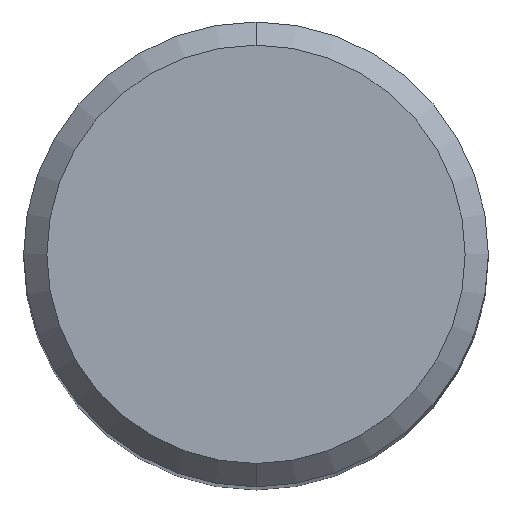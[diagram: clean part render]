
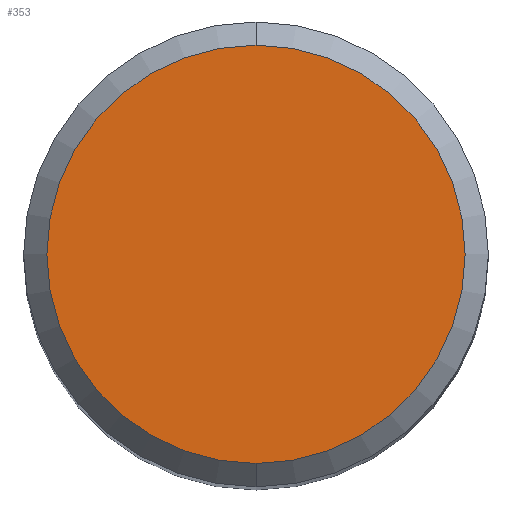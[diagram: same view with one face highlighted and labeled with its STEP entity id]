
A CAD part, top view. The second image highlights one B-rep face of the part: STEP entity #353.
In plain terms, the highlighted planar face has unit normal (0, 0, 1).
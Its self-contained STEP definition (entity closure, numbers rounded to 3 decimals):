
#197=VERTEX_POINT('',#505);
#201=VERTEX_POINT('',#509);
#295=EDGE_CURVE('',#197,#201,#614,.T.);
#331=EDGE_CURVE('',#201,#197,#652,.T.);
#353=ADVANCED_FACE('',(#678),#679,.T.);
#505=CARTESIAN_POINT('',(0.0,4.5,0.0));
#509=CARTESIAN_POINT('',(0.,-4.5,0.0));
#614=CIRCLE('',#1108,4.5);
#652=CIRCLE('',#1210,4.5);
#678=FACE_OUTER_BOUND('',#1255,.T.);
#679=PLANE('',#1256);
#1108=AXIS2_PLACEMENT_3D('',#1624,#1625,#1626);
#1210=AXIS2_PLACEMENT_3D('',#1649,#1650,#1651);
#1255=EDGE_LOOP('',(#1693,#1694));
#1256=AXIS2_PLACEMENT_3D('',#1695,#1696,#1697);
#1624=CARTESIAN_POINT('',(0.0,0.0,0.0));
#1625=DIRECTION('',(0.0,0.0,-1.0));
#1626=DIRECTION('',(0.0,1.0,0.0));
#1649=CARTESIAN_POINT('',(0.0,0.0,0.0));
#1650=DIRECTION('',(0.0,0.0,-1.0));
#1651=DIRECTION('',(0.0,1.0,0.0));
#1693=ORIENTED_EDGE('',*,*,#295,.F.);
#1694=ORIENTED_EDGE('',*,*,#331,.F.);
#1695=CARTESIAN_POINT('',(0.0,2.25,0.0));
#1696=DIRECTION('',(-0.0,0.0,1.0));
#1697=DIRECTION('',(0.0,-1.0,0.0));
